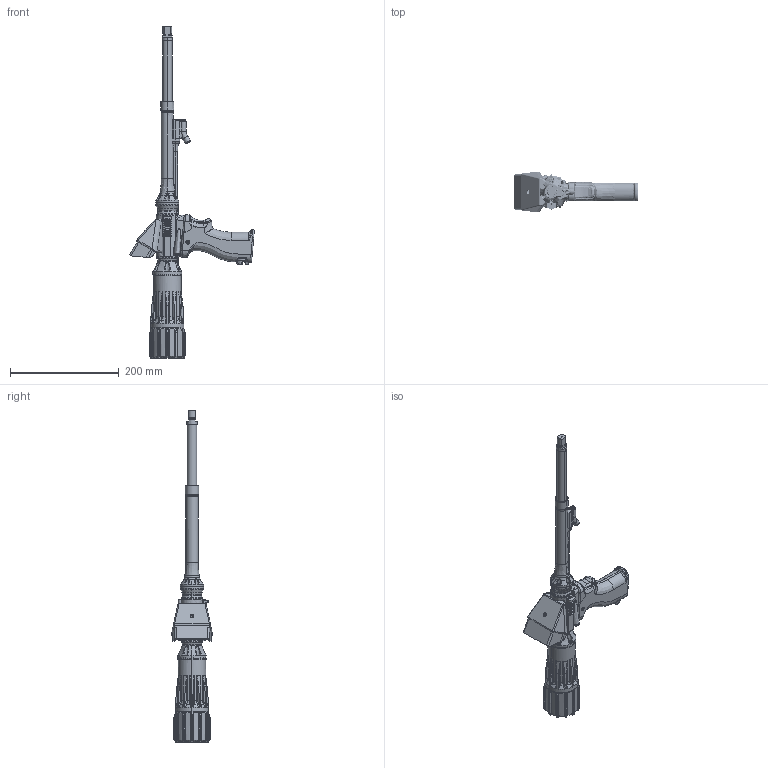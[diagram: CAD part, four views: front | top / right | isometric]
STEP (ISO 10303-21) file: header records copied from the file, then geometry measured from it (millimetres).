
FILE_DESCRIPTION(('FreeCAD Model'),'2;1');
FILE_NAME('Open CASCADE Shape Model','2025-05-03T07:29:50',('FreeCAD'),( 'FreeCAD'),'Open CASCADE STEP processor 7.6','FreeCAD','Unknown');
FILE_SCHEMA(('AUTOMOTIVE_DESIGN { 1 0 10303 214 1 1 1 1 }'));
Products named in the file (1): Open CASCADE STEP translator 7.6 1
Bounding box: 229.15 x 74.8 x 610.97 mm (x, y, z)
Volume: 694028.4 mm3; surface area: 369068.2 mm2
Topology: 97 solids, 98 shells, 3935 faces, 9834 edges, 6117 vertices
Faces by surface type: bspline 3935
Entity records: 194014 total; most frequent: CARTESIAN_POINT 138386, ORIENTED_EDGE 19468, EDGE_CURVE 9734, VERTEX_POINT 6103, B_SPLINE_CURVE_WITH_KNOTS 6034, FACE_BOUND 4385, EDGE_LOOP 4385, ADVANCED_FACE 3935
